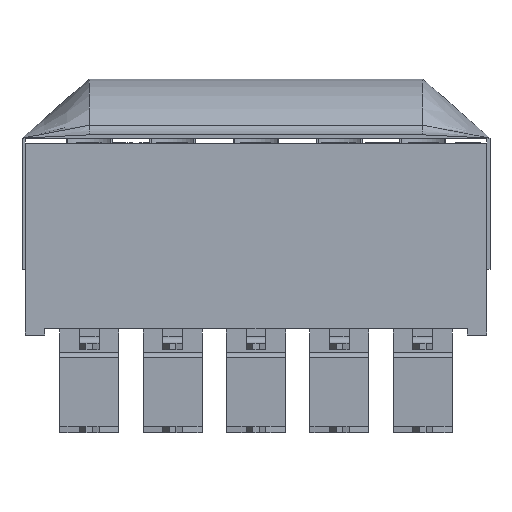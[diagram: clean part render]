
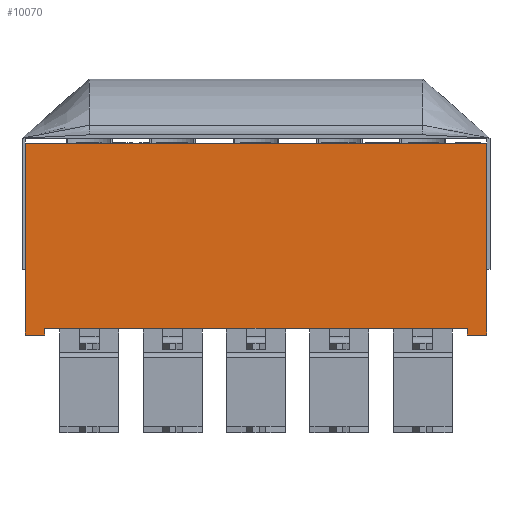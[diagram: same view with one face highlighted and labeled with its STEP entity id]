
A CAD part, front view. The second image highlights one B-rep face of the part: STEP entity #10070.
In plain terms, the highlighted planar face has unit normal (0, -1, 0).
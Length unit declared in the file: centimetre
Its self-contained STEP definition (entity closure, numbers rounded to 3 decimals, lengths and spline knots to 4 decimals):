
#459=PLANE('',#10625);
#1147=FACE_OUTER_BOUND('',#1701,.T.);
#1701=EDGE_LOOP('',(#9468,#9469,#9470,#9471,#9472,#9473,#9474,#9475));
#2251=LINE('',#14725,#3459);
#2263=LINE('',#14748,#3471);
#2288=LINE('',#14798,#3496);
#2293=LINE('',#14806,#3501);
#2304=LINE('',#14828,#3512);
#2306=LINE('',#14831,#3514);
#2649=LINE('',#16742,#3857);
#2909=LINE('',#17342,#4117);
#3459=VECTOR('',#11695,1.);
#3471=VECTOR('',#11709,1.);
#3496=VECTOR('',#11742,1.);
#3501=VECTOR('',#11751,1.);
#3512=VECTOR('',#11778,1.);
#3514=VECTOR('',#11782,1.);
#3857=VECTOR('',#12333,1.);
#4117=VECTOR('',#12913,1.);
#4634=VERTEX_POINT('',#14722);
#4635=VERTEX_POINT('',#14724);
#4644=VERTEX_POINT('',#14745);
#4645=VERTEX_POINT('',#14747);
#4665=VERTEX_POINT('',#14795);
#4666=VERTEX_POINT('',#14797);
#4670=VERTEX_POINT('',#14827);
#4981=VERTEX_POINT('',#16740);
#5780=EDGE_CURVE('',#4635,#4634,#2251,.T.);
#5792=EDGE_CURVE('',#4645,#4644,#2263,.T.);
#5817=EDGE_CURVE('',#4666,#4665,#2288,.T.);
#5822=EDGE_CURVE('',#4665,#4645,#2293,.T.);
#5833=EDGE_CURVE('',#4666,#4670,#2304,.T.);
#5835=EDGE_CURVE('',#4635,#4644,#2306,.T.);
#6304=EDGE_CURVE('',#4981,#4634,#2649,.T.);
#6599=EDGE_CURVE('',#4981,#4670,#2909,.T.);
#9468=ORIENTED_EDGE('',*,*,#5792,.T.);
#9469=ORIENTED_EDGE('',*,*,#5835,.F.);
#9470=ORIENTED_EDGE('',*,*,#5780,.T.);
#9471=ORIENTED_EDGE('',*,*,#6304,.F.);
#9472=ORIENTED_EDGE('',*,*,#6599,.T.);
#9473=ORIENTED_EDGE('',*,*,#5833,.F.);
#9474=ORIENTED_EDGE('',*,*,#5817,.T.);
#9475=ORIENTED_EDGE('',*,*,#5822,.T.);
#10070=ADVANCED_FACE('',(#1147),#459,.T.);
#10625=AXIS2_PLACEMENT_3D('',#17344,#12916,#12917);
#11695=DIRECTION('',(0.,0.,1.));
#11709=DIRECTION('',(0.,0.,-1.));
#11742=DIRECTION('',(0.,0.,1.));
#11751=DIRECTION('',(1.,0.,0.));
#11778=DIRECTION('',(-1.,0.,0.));
#11782=DIRECTION('',(-1.,0.,0.));
#12333=DIRECTION('',(1.,0.,0.));
#12913=DIRECTION('',(0.,0.,-1.));
#12916=DIRECTION('center_axis',(0.,-1.,0.));
#12917=DIRECTION('ref_axis',(0.,0.,-1.));
#14722=CARTESIAN_POINT('',(0.703,-0.495,0.2925));
#14724=CARTESIAN_POINT('',(0.703,-0.495,-0.2925));
#14725=CARTESIAN_POINT('',(0.703,-0.495,-0.2925));
#14745=CARTESIAN_POINT('',(0.643,-0.495,-0.2925));
#14747=CARTESIAN_POINT('',(0.643,-0.495,-0.2725));
#14748=CARTESIAN_POINT('',(0.643,-0.495,-0.2925));
#14795=CARTESIAN_POINT('',(-0.643,-0.495,-0.2725));
#14797=CARTESIAN_POINT('',(-0.643,-0.495,-0.2925));
#14798=CARTESIAN_POINT('',(-0.643,-0.495,-0.2925));
#14806=CARTESIAN_POINT('',(0.,-0.495,-0.2725));
#14827=CARTESIAN_POINT('',(-0.703,-0.495,-0.2925));
#14828=CARTESIAN_POINT('',(0.,-0.495,-0.2925));
#14831=CARTESIAN_POINT('',(0.,-0.495,-0.2925));
#16740=CARTESIAN_POINT('',(-0.703,-0.495,0.2925));
#16742=CARTESIAN_POINT('',(0.,-0.495,0.2925));
#17342=CARTESIAN_POINT('',(-0.703,-0.495,-0.2925));
#17344=CARTESIAN_POINT('Origin',(0.,-0.495,-0.2925));
